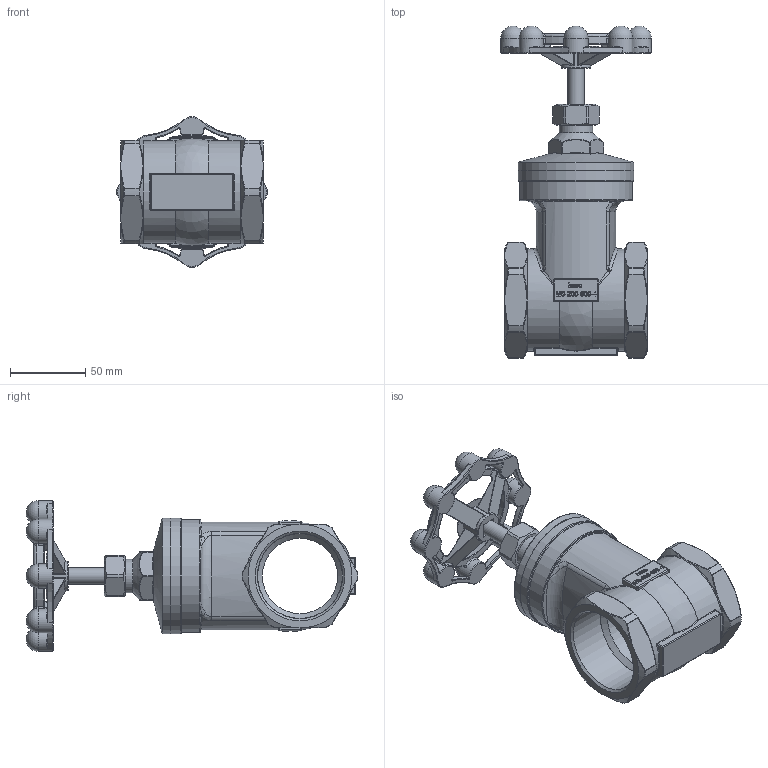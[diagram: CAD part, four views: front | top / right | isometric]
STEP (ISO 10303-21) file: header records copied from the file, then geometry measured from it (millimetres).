
FILE_DESCRIPTION (( 'STEP AP214' ), '1' );
FILE_NAME ('MS-200-000-4 Muffenschieber heco.STEP', '2013-12-19T14:21:40', ( 'test' ), ( '' ), 'SwSTEP 2.0', 'SolidWorks 2011', '' );
FILE_SCHEMA (( 'AUTOMOTIVE_DESIGN' ));
Length unit declared in the file: millimetre
Products named in the file (1): MS-200-000-4 Muffenschieber heco
Bounding box: 100 x 220.49 x 100 mm (x, y, z)
Volume: 473850.7 mm3; surface area: 82978.7 mm2
Topology: 2 solids, 2 shells, 1308 faces, 3254 edges, 1888 vertices
Faces by surface type: bspline 546, plane 272, cylinder 215, torus 157, sphere 80, cone 38
Full cylindrical faces by diameter (mm): 7.6 x1, 10.7 x1, 16 x8, 20 x1, 22 x1, 30 x1, 50 x1, 56.656 x2, 68 x2, 75 x1, 77 x2
Entity records: 77587 total; most frequent: CARTESIAN_POINT 36657, ORIENTED_EDGE 6132, DIRECTION 4537, EDGE_CURVE 3066, VERTEX_POINT 1845, AXIS2_PLACEMENT_3D 1793, EDGE_LOOP 1417, FACE_OUTER_BOUND 1337
